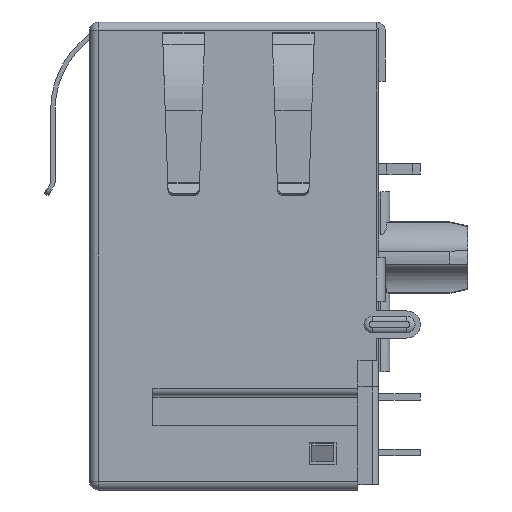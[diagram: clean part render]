
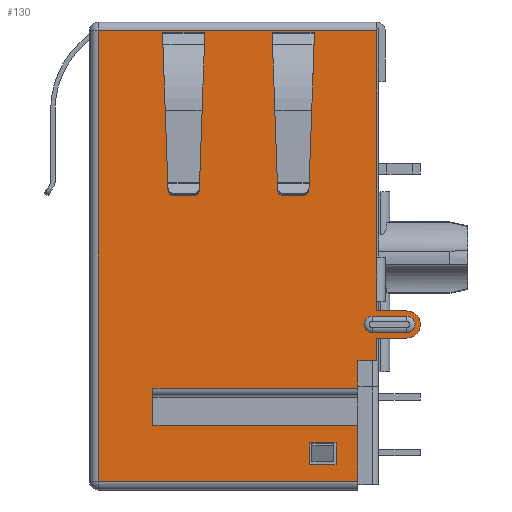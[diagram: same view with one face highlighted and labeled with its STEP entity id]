
A CAD part, left-side view. The second image highlights one B-rep face of the part: STEP entity #130.
In plain terms, the highlighted planar face has unit normal (-1, 0, 0).
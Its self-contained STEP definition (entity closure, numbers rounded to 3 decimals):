
#130=ADVANCED_FACE('',(#795,#796,#797,#798,#799),#800,.T.);
#795=FACE_OUTER_BOUND('',#1971,.T.);
#796=FACE_BOUND('',#1972,.T.);
#797=FACE_BOUND('',#1973,.T.);
#798=FACE_BOUND('',#1974,.T.);
#799=FACE_BOUND('',#1975,.T.);
#800=PLANE('',#1976);
#1971=EDGE_LOOP('',(#3904,#3905,#3906,#3907,#3908,#3909,#3910,#3911,#3912,#3913,#3914,#3915,#3916,#3917,#3918,#3919));
#1972=EDGE_LOOP('',(#3920,#3921,#3922,#3923));
#1973=EDGE_LOOP('',(#3924,#3925,#3926,#3927));
#1974=EDGE_LOOP('',(#3928,#3929,#3930,#3931));
#1975=EDGE_LOOP('',(#3932,#3933,#3934,#3935));
#1976=AXIS2_PLACEMENT_3D('',#3936,#3937,#3938);
#3904=ORIENTED_EDGE('',*,*,#8272,.T.);
#3905=ORIENTED_EDGE('',*,*,#8273,.F.);
#3906=ORIENTED_EDGE('',*,*,#8274,.T.);
#3907=ORIENTED_EDGE('',*,*,#8275,.T.);
#3908=ORIENTED_EDGE('',*,*,#8276,.T.);
#3909=ORIENTED_EDGE('',*,*,#8277,.T.);
#3910=ORIENTED_EDGE('',*,*,#8250,.T.);
#3911=ORIENTED_EDGE('',*,*,#8278,.T.);
#3912=ORIENTED_EDGE('',*,*,#8279,.T.);
#3913=ORIENTED_EDGE('',*,*,#8280,.F.);
#3914=ORIENTED_EDGE('',*,*,#8246,.T.);
#3915=ORIENTED_EDGE('',*,*,#8281,.T.);
#3916=ORIENTED_EDGE('',*,*,#8242,.T.);
#3917=ORIENTED_EDGE('',*,*,#8271,.T.);
#3918=ORIENTED_EDGE('',*,*,#8282,.T.);
#3919=ORIENTED_EDGE('',*,*,#8283,.T.);
#3920=ORIENTED_EDGE('',*,*,#8284,.F.);
#3921=ORIENTED_EDGE('',*,*,#8285,.T.);
#3922=ORIENTED_EDGE('',*,*,#8286,.T.);
#3923=ORIENTED_EDGE('',*,*,#8287,.F.);
#3924=ORIENTED_EDGE('',*,*,#8288,.T.);
#3925=ORIENTED_EDGE('',*,*,#8289,.T.);
#3926=ORIENTED_EDGE('',*,*,#8290,.T.);
#3927=ORIENTED_EDGE('',*,*,#8291,.T.);
#3928=ORIENTED_EDGE('',*,*,#8292,.F.);
#3929=ORIENTED_EDGE('',*,*,#8293,.F.);
#3930=ORIENTED_EDGE('',*,*,#8294,.T.);
#3931=ORIENTED_EDGE('',*,*,#8295,.F.);
#3932=ORIENTED_EDGE('',*,*,#8296,.F.);
#3933=ORIENTED_EDGE('',*,*,#8297,.F.);
#3934=ORIENTED_EDGE('',*,*,#8298,.F.);
#3935=ORIENTED_EDGE('',*,*,#8299,.F.);
#3936=CARTESIAN_POINT('',(-7.95,-6.35,0.045));
#3937=DIRECTION('',(-1.0,0.0,0.0));
#3938=DIRECTION('',(0.0,0.0,1.0));
#8242=EDGE_CURVE('',#10081,#10082,#10083,.T.);
#8246=EDGE_CURVE('',#10090,#10088,#10091,.T.);
#8250=EDGE_CURVE('',#10098,#10096,#10099,.T.);
#8271=EDGE_CURVE('',#10082,#10136,#10138,.T.);
#8272=EDGE_CURVE('',#10139,#10140,#10141,.T.);
#8273=EDGE_CURVE('',#10142,#10140,#10143,.T.);
#8274=EDGE_CURVE('',#10142,#10144,#10145,.T.);
#8275=EDGE_CURVE('',#10144,#10146,#10147,.T.);
#8276=EDGE_CURVE('',#10146,#10148,#10149,.T.);
#8277=EDGE_CURVE('',#10148,#10098,#10150,.T.);
#8278=EDGE_CURVE('',#10096,#10151,#10152,.T.);
#8279=EDGE_CURVE('',#10151,#10153,#10154,.T.);
#8280=EDGE_CURVE('',#10090,#10153,#10155,.T.);
#8281=EDGE_CURVE('',#10088,#10081,#10156,.T.);
#8282=EDGE_CURVE('',#10136,#10157,#10158,.T.);
#8283=EDGE_CURVE('',#10157,#10139,#10159,.T.);
#8284=EDGE_CURVE('',#10160,#10161,#10162,.T.);
#8285=EDGE_CURVE('',#10160,#10163,#10164,.T.);
#8286=EDGE_CURVE('',#10163,#10165,#10166,.T.);
#8287=EDGE_CURVE('',#10161,#10165,#10167,.T.);
#8288=EDGE_CURVE('',#10168,#10169,#10170,.T.);
#8289=EDGE_CURVE('',#10169,#10171,#10172,.T.);
#8290=EDGE_CURVE('',#10171,#10173,#10174,.T.);
#8291=EDGE_CURVE('',#10173,#10168,#10175,.T.);
#8292=EDGE_CURVE('',#10176,#10177,#10178,.T.);
#8293=EDGE_CURVE('',#10179,#10176,#10180,.T.);
#8294=EDGE_CURVE('',#10179,#10181,#10182,.T.);
#8295=EDGE_CURVE('',#10177,#10181,#10183,.T.);
#8296=EDGE_CURVE('',#10184,#10185,#10186,.T.);
#8297=EDGE_CURVE('',#10187,#10184,#10188,.T.);
#8298=EDGE_CURVE('',#10189,#10187,#10190,.T.);
#8299=EDGE_CURVE('',#10185,#10189,#10191,.T.);
#10081=VERTEX_POINT('',#13089);
#10082=VERTEX_POINT('',#13090);
#10083=LINE('',#13091,#13092);
#10088=VERTEX_POINT('',#13099);
#10090=VERTEX_POINT('',#13102);
#10091=LINE('',#13103,#13104);
#10096=VERTEX_POINT('',#13111);
#10098=VERTEX_POINT('',#13114);
#10099=LINE('',#13115,#13116);
#10136=VERTEX_POINT('',#13170);
#10138=LINE('',#13172,#13173);
#10139=VERTEX_POINT('',#13174);
#10140=VERTEX_POINT('',#13175);
#10141=LINE('',#13176,#13177);
#10142=VERTEX_POINT('',#13178);
#10143=LINE('',#13179,#13180);
#10144=VERTEX_POINT('',#13181);
#10145=LINE('',#13182,#13183);
#10146=VERTEX_POINT('',#13184);
#10147=LINE('',#13185,#13186);
#10148=VERTEX_POINT('',#13187);
#10149=LINE('',#13188,#13189);
#10150=LINE('',#13190,#13191);
#10151=VERTEX_POINT('',#13192);
#10152=LINE('',#13193,#13194);
#10153=VERTEX_POINT('',#13195);
#10154=CIRCLE('',#13196,0.62);
#10155=LINE('',#13197,#13198);
#10156=LINE('',#13199,#13200);
#10157=VERTEX_POINT('',#13201);
#10158=LINE('',#13202,#13203);
#10159=LINE('',#13204,#13205);
#10160=VERTEX_POINT('',#13206);
#10161=VERTEX_POINT('',#13207);
#10162=LINE('',#13208,#13209);
#10163=VERTEX_POINT('',#13210);
#10164=LINE('',#13211,#13212);
#10165=VERTEX_POINT('',#13213);
#10166=LINE('',#13214,#13215);
#10167=LINE('',#13216,#13217);
#10168=VERTEX_POINT('',#13218);
#10169=VERTEX_POINT('',#13219);
#10170=LINE('',#13220,#13221);
#10171=VERTEX_POINT('',#13222);
#10172=LINE('',#13223,#13224);
#10173=VERTEX_POINT('',#13225);
#10174=LINE('',#13226,#13227);
#10175=LINE('',#13228,#13229);
#10176=VERTEX_POINT('',#13230);
#10177=VERTEX_POINT('',#13231);
#10178=LINE('',#13232,#13233);
#10179=VERTEX_POINT('',#13234);
#10180=LINE('',#13235,#13236);
#10181=VERTEX_POINT('',#13237);
#10182=LINE('',#13238,#13239);
#10183=LINE('',#13240,#13241);
#10184=VERTEX_POINT('',#13242);
#10185=VERTEX_POINT('',#13243);
#10186=CIRCLE('',#13244,0.377);
#10187=VERTEX_POINT('',#13245);
#10188=LINE('',#13246,#13247);
#10189=VERTEX_POINT('',#13248);
#10190=CIRCLE('',#13249,0.377);
#10191=LINE('',#13250,#13251);
#13089=CARTESIAN_POINT('',(-7.95,-6.35,-10.705));
#13090=CARTESIAN_POINT('',(-7.95,-6.35,-0.355));
#13091=CARTESIAN_POINT('',(-7.95,-6.35,-10.705));
#13092=VECTOR('',#17174,10.35);
#13099=CARTESIAN_POINT('',(-7.95,-6.35,-12.705));
#13102=CARTESIAN_POINT('',(-7.95,-6.35,-13.135));
#13103=CARTESIAN_POINT('',(-7.95,-6.35,-13.135));
#13104=VECTOR('',#17178,0.43);
#13111=CARTESIAN_POINT('',(-7.95,-6.35,-14.375));
#13114=CARTESIAN_POINT('',(-7.95,-6.35,-15.405));
#13115=CARTESIAN_POINT('',(-7.95,-6.35,-15.405));
#13116=VECTOR('',#17182,1.03);
#13170=CARTESIAN_POINT('',(-7.95,6.35,-0.355));
#13172=CARTESIAN_POINT('',(-7.95,-6.35,-0.355));
#13173=VECTOR('',#17209,12.7);
#13174=CARTESIAN_POINT('',(-7.95,-5.5,-20.905));
#13175=CARTESIAN_POINT('',(-7.95,-5.5,-18.355));
#13176=CARTESIAN_POINT('',(-7.95,-5.5,-20.905));
#13177=VECTOR('',#17210,2.55);
#13178=CARTESIAN_POINT('',(-7.95,3.85,-18.355));
#13179=CARTESIAN_POINT('',(-7.95,3.85,-18.355));
#13180=VECTOR('',#17211,9.35);
#13181=CARTESIAN_POINT('',(-7.95,3.85,-16.655));
#13182=CARTESIAN_POINT('',(-7.95,3.85,-18.355));
#13183=VECTOR('',#17212,1.7);
#13184=CARTESIAN_POINT('',(-7.95,-5.5,-16.655));
#13185=CARTESIAN_POINT('',(-7.95,3.85,-16.655));
#13186=VECTOR('',#17213,9.35);
#13187=CARTESIAN_POINT('',(-7.95,-5.5,-15.405));
#13188=CARTESIAN_POINT('',(-7.95,-5.5,-16.655));
#13189=VECTOR('',#17214,1.25);
#13190=CARTESIAN_POINT('',(-7.95,-5.5,-15.405));
#13191=VECTOR('',#17215,0.85);
#13192=CARTESIAN_POINT('',(-7.95,-7.73,-14.375));
#13193=CARTESIAN_POINT('',(-7.95,-6.35,-14.375));
#13194=VECTOR('',#17216,1.38);
#13195=CARTESIAN_POINT('',(-7.95,-7.73,-13.135));
#13196=AXIS2_PLACEMENT_3D('',#17217,#17218,#17219);
#13197=CARTESIAN_POINT('',(-7.95,-6.35,-13.135));
#13198=VECTOR('',#17220,1.38);
#13199=CARTESIAN_POINT('',(-7.95,-6.35,-12.705));
#13200=VECTOR('',#17221,2.0);
#13201=CARTESIAN_POINT('',(-7.95,6.35,-20.905));
#13202=CARTESIAN_POINT('',(-7.95,6.35,-0.355));
#13203=VECTOR('',#17222,20.55);
#13204=CARTESIAN_POINT('',(-7.95,6.35,-20.905));
#13205=VECTOR('',#17223,11.85);
#13206=CARTESIAN_POINT('',(-7.95,-3.5,-0.738));
#13207=CARTESIAN_POINT('',(-7.95,-3.5,-0.442));
#13208=CARTESIAN_POINT('',(-7.95,-3.5,-0.738));
#13209=VECTOR('',#17224,0.296);
#13210=CARTESIAN_POINT('',(-7.95,-1.595,-0.738));
#13211=CARTESIAN_POINT('',(-7.95,-3.5,-0.738));
#13212=VECTOR('',#17225,1.905);
#13213=CARTESIAN_POINT('',(-7.95,-1.585,-0.442));
#13214=CARTESIAN_POINT('',(-7.95,-1.595,-0.738));
#13215=VECTOR('',#17226,0.296);
#13216=CARTESIAN_POINT('',(-7.95,-3.5,-0.442));
#13217=VECTOR('',#17227,1.915);
#13218=CARTESIAN_POINT('',(-7.95,-4.5,-19.155));
#13219=CARTESIAN_POINT('',(-7.95,-4.5,-20.155));
#13220=CARTESIAN_POINT('',(-7.95,-4.5,-19.155));
#13221=VECTOR('',#17228,1.0);
#13222=CARTESIAN_POINT('',(-7.95,-3.3,-20.155));
#13223=CARTESIAN_POINT('',(-7.95,-4.5,-20.155));
#13224=VECTOR('',#17229,1.2);
#13225=CARTESIAN_POINT('',(-7.95,-3.3,-19.155));
#13226=CARTESIAN_POINT('',(-7.95,-3.3,-20.155));
#13227=VECTOR('',#17230,1.0);
#13228=CARTESIAN_POINT('',(-7.95,-3.3,-19.155));
#13229=VECTOR('',#17231,1.2);
#13230=CARTESIAN_POINT('',(-7.95,1.5,-0.738));
#13231=CARTESIAN_POINT('',(-7.95,1.5,-0.442));
#13232=CARTESIAN_POINT('',(-7.95,1.5,-0.738));
#13233=VECTOR('',#17232,0.296);
#13234=CARTESIAN_POINT('',(-7.95,3.405,-0.738));
#13235=CARTESIAN_POINT('',(-7.95,3.405,-0.738));
#13236=VECTOR('',#17233,1.905);
#13237=CARTESIAN_POINT('',(-7.95,3.415,-0.442));
#13238=CARTESIAN_POINT('',(-7.95,3.405,-0.738));
#13239=VECTOR('',#17234,0.296);
#13240=CARTESIAN_POINT('',(-7.95,1.5,-0.442));
#13241=VECTOR('',#17235,1.915);
#13242=CARTESIAN_POINT('',(-7.95,-7.73,-14.132));
#13243=CARTESIAN_POINT('',(-7.95,-7.73,-13.378));
#13244=AXIS2_PLACEMENT_3D('',#17236,#17237,#17238);
#13245=CARTESIAN_POINT('',(-7.95,-6.15,-14.132));
#13246=CARTESIAN_POINT('',(-7.95,-6.15,-14.132));
#13247=VECTOR('',#17239,1.58);
#13248=CARTESIAN_POINT('',(-7.95,-6.15,-13.378));
#13249=AXIS2_PLACEMENT_3D('',#17240,#17241,#17242);
#13250=CARTESIAN_POINT('',(-7.95,-7.73,-13.378));
#13251=VECTOR('',#17243,1.58);
#17174=DIRECTION('',(0.0,0.0,1.0));
#17178=DIRECTION('',(0.0,0.0,1.0));
#17182=DIRECTION('',(0.0,0.0,1.0));
#17209=DIRECTION('',(0.0,1.0,0.0));
#17210=DIRECTION('',(0.0,0.0,1.0));
#17211=DIRECTION('',(0.0,-1.0,0.0));
#17212=DIRECTION('',(0.0,0.0,1.0));
#17213=DIRECTION('',(0.0,-1.0,0.0));
#17214=DIRECTION('',(0.0,0.0,1.0));
#17215=DIRECTION('',(0.0,-1.0,0.0));
#17216=DIRECTION('',(0.0,-1.0,0.0));
#17217=CARTESIAN_POINT('',(-7.95,-7.73,-13.755));
#17218=DIRECTION('',(-1.0,0.0,0.0));
#17219=DIRECTION('',(0.0,0.0,-1.0));
#17220=DIRECTION('',(0.0,-1.0,0.0));
#17221=DIRECTION('',(0.0,0.0,1.0));
#17222=DIRECTION('',(0.0,0.0,-1.0));
#17223=DIRECTION('',(0.0,-1.0,0.0));
#17224=DIRECTION('',(0.0,0.0,1.0));
#17225=DIRECTION('',(0.0,1.0,0.0));
#17226=DIRECTION('',(0.0,0.035,0.999));
#17227=DIRECTION('',(0.0,1.0,0.0));
#17228=DIRECTION('',(0.0,0.0,-1.0));
#17229=DIRECTION('',(0.0,1.0,0.0));
#17230=DIRECTION('',(0.0,0.0,1.0));
#17231=DIRECTION('',(0.0,-1.0,0.0));
#17232=DIRECTION('',(0.0,0.0,1.0));
#17233=DIRECTION('',(0.0,-1.0,0.0));
#17234=DIRECTION('',(0.0,0.035,0.999));
#17235=DIRECTION('',(0.0,1.0,0.0));
#17236=CARTESIAN_POINT('',(-7.95,-7.73,-13.755));
#17237=DIRECTION('',(-1.0,0.0,0.0));
#17238=DIRECTION('',(0.0,0.,-1.0));
#17239=DIRECTION('',(0.0,-1.0,0.0));
#17240=CARTESIAN_POINT('',(-7.95,-6.15,-13.755));
#17241=DIRECTION('',(-1.0,0.0,0.0));
#17242=DIRECTION('',(0.0,0.0,1.0));
#17243=DIRECTION('',(0.0,1.0,0.0));
